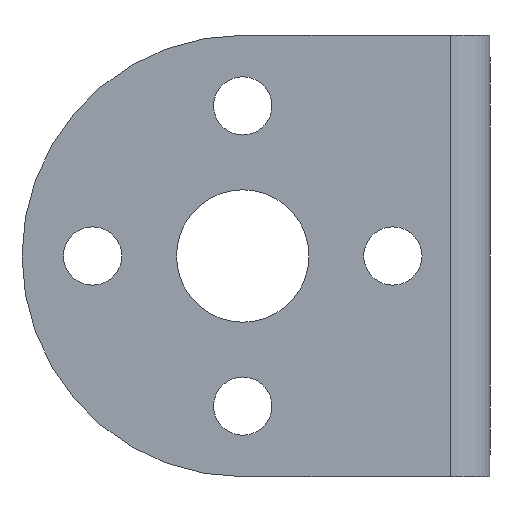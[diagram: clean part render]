
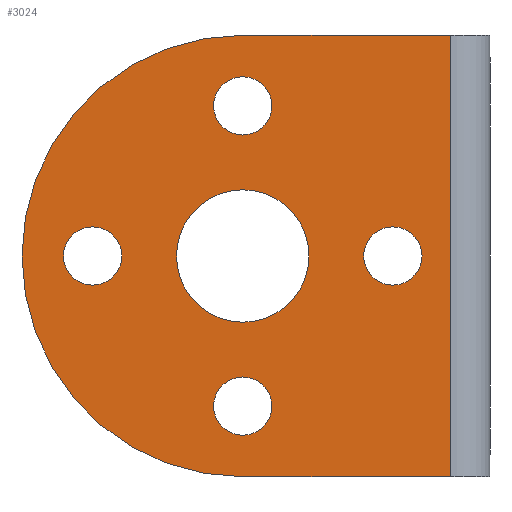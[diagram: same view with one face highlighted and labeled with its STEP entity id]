
A CAD part, left-side view. The second image highlights one B-rep face of the part: STEP entity #3024.
In plain terms, the highlighted planar face has unit normal (-1, 0, 0).
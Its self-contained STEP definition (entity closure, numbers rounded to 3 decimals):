
#34 = EDGE_CURVE ( 'NONE', #3892, #2654, #2145, .T. ) ;
#43 = CARTESIAN_POINT ( 'NONE',  ( -27.237, 0.737, 12.5 ) ) ;
#52 = CARTESIAN_POINT ( 'NONE',  ( -27.237, 0.737, -12.5 ) ) ;
#77 = AXIS2_PLACEMENT_3D ( 'NONE', #3175, #435, #723 ) ;
#86 = CARTESIAN_POINT ( 'NONE',  ( -27.237, 12.5, -8.5 ) ) ;
#108 = DIRECTION ( 'NONE',  ( 0., 0., -1. ) ) ;
#143 = EDGE_CURVE ( 'NONE', #1252, #4167, #1581, .T. ) ;
#148 = CARTESIAN_POINT ( 'NONE',  ( -27.237, 5.65, 0. ) ) ;
#223 = EDGE_CURVE ( 'NONE', #3031, #646, #739, .T. ) ;
#363 = DIRECTION ( 'NONE',  ( 0., 1., 0. ) ) ;
#371 = DIRECTION ( 'NONE',  ( -1., 0., 0. ) ) ;
#381 = VECTOR ( 'NONE', #431, 1000. ) ;
#402 = VERTEX_POINT ( 'NONE', #2476 ) ;
#423 = ORIENTED_EDGE ( 'NONE', *, *, #2971, .F. ) ;
#425 = CIRCLE ( 'NONE', #1485, 1.65 ) ;
#431 = DIRECTION ( 'NONE',  ( 0., -1., 0. ) ) ;
#435 = DIRECTION ( 'NONE',  ( -1., 0., 0. ) ) ;
#463 = VERTEX_POINT ( 'NONE', #1562 ) ;
#492 = CARTESIAN_POINT ( 'NONE',  ( -27.237, 0.737, -12.5 ) ) ;
#507 = AXIS2_PLACEMENT_3D ( 'NONE', #4013, #3644, #363 ) ;
#532 = DIRECTION ( 'NONE',  ( -1., 0., 0. ) ) ;
#571 = CIRCLE ( 'NONE', #1489, 12.5 ) ;
#638 = EDGE_CURVE ( 'NONE', #1960, #2654, #1450, .T. ) ;
#644 = DIRECTION ( 'NONE',  ( -1., 0., 0. ) ) ;
#646 = VERTEX_POINT ( 'NONE', #1142 ) ;
#684 = PLANE ( 'NONE',  #507 ) ;
#722 = ORIENTED_EDGE ( 'NONE', *, *, #2581, .F. ) ;
#723 = DIRECTION ( 'NONE',  ( 0., -1., 0. ) ) ;
#739 = CIRCLE ( 'NONE', #818, 1.65 ) ;
#818 = AXIS2_PLACEMENT_3D ( 'NONE', #2406, #2339, #3675 ) ;
#849 = VERTEX_POINT ( 'NONE', #2509 ) ;
#931 = FACE_BOUND ( 'NONE', #1390, .T. ) ;
#992 = CARTESIAN_POINT ( 'NONE',  ( -27.237, 8.75, 0. ) ) ;
#1001 = LINE ( 'NONE', #3681, #3711 ) ;
#1018 = EDGE_CURVE ( 'NONE', #646, #3031, #1024, .T. ) ;
#1024 = CIRCLE ( 'NONE', #1928, 1.65 ) ;
#1142 = CARTESIAN_POINT ( 'NONE',  ( -27.237, 14.15, -8.5 ) ) ;
#1190 = VERTEX_POINT ( 'NONE', #148 ) ;
#1192 = DIRECTION ( 'NONE',  ( 0., -1., 0. ) ) ;
#1237 = CARTESIAN_POINT ( 'NONE',  ( -27.237, 12.5, 8.5 ) ) ;
#1250 = DIRECTION ( 'NONE',  ( 0., -1., 0. ) ) ;
#1252 = VERTEX_POINT ( 'NONE', #2912 ) ;
#1295 = CARTESIAN_POINT ( 'NONE',  ( -27.237, 10.85, -8.5 ) ) ;
#1340 = DIRECTION ( 'NONE',  ( -1., 0., 0. ) ) ;
#1390 = EDGE_LOOP ( 'NONE', ( #3435, #423 ) ) ;
#1449 = AXIS2_PLACEMENT_3D ( 'NONE', #2537, #532, #2640 ) ;
#1450 = LINE ( 'NONE', #1802, #381 ) ;
#1453 = ORIENTED_EDGE ( 'NONE', *, *, #1691, .F. ) ;
#1485 = AXIS2_PLACEMENT_3D ( 'NONE', #4235, #4323, #1250 ) ;
#1489 = AXIS2_PLACEMENT_3D ( 'NONE', #2707, #2380, #2731 ) ;
#1562 = CARTESIAN_POINT ( 'NONE',  ( -27.237, 22.65, 0. ) ) ;
#1580 = ORIENTED_EDGE ( 'NONE', *, *, #2743, .F. ) ;
#1581 = CIRCLE ( 'NONE', #2358, 12.5 ) ;
#1582 = DIRECTION ( 'NONE',  ( -1., 0., 0. ) ) ;
#1691 = EDGE_CURVE ( 'NONE', #1832, #849, #1998, .T. ) ;
#1694 = EDGE_CURVE ( 'NONE', #402, #1190, #1731, .T. ) ;
#1706 = ORIENTED_EDGE ( 'NONE', *, *, #4214, .T. ) ;
#1731 = CIRCLE ( 'NONE', #1449, 1.65 ) ;
#1734 = ORIENTED_EDGE ( 'NONE', *, *, #638, .T. ) ;
#1742 = CIRCLE ( 'NONE', #2160, 3.75 ) ;
#1774 = CARTESIAN_POINT ( 'NONE',  ( -27.237, 12.5, 0. ) ) ;
#1802 = CARTESIAN_POINT ( 'NONE',  ( -27.237, 0., -12.5 ) ) ;
#1832 = VERTEX_POINT ( 'NONE', #992 ) ;
#1835 = DIRECTION ( 'NONE',  ( 0., 1., 0. ) ) ;
#1838 = VERTEX_POINT ( 'NONE', #2314 ) ;
#1867 = EDGE_CURVE ( 'NONE', #3851, #1838, #4289, .T. ) ;
#1928 = AXIS2_PLACEMENT_3D ( 'NONE', #86, #4054, #3136 ) ;
#1940 = ORIENTED_EDGE ( 'NONE', *, *, #1956, .T. ) ;
#1956 = EDGE_CURVE ( 'NONE', #4167, #1960, #571, .T. ) ;
#1960 = VERTEX_POINT ( 'NONE', #4112 ) ;
#1993 = ORIENTED_EDGE ( 'NONE', *, *, #34, .F. ) ;
#1998 = CIRCLE ( 'NONE', #4113, 3.75 ) ;
#2020 = ORIENTED_EDGE ( 'NONE', *, *, #1018, .F. ) ;
#2112 = DIRECTION ( 'NONE',  ( 0., -1., 0. ) ) ;
#2118 = ORIENTED_EDGE ( 'NONE', *, *, #1867, .F. ) ;
#2145 = LINE ( 'NONE', #492, #2775 ) ;
#2160 = AXIS2_PLACEMENT_3D ( 'NONE', #2612, #1582, #2285 ) ;
#2168 = VERTEX_POINT ( 'NONE', #2238 ) ;
#2192 = CIRCLE ( 'NONE', #77, 1.65 ) ;
#2224 = EDGE_LOOP ( 'NONE', ( #4171, #1580 ) ) ;
#2238 = CARTESIAN_POINT ( 'NONE',  ( -27.237, 19.35, 0. ) ) ;
#2267 = AXIS2_PLACEMENT_3D ( 'NONE', #2663, #644, #2931 ) ;
#2285 = DIRECTION ( 'NONE',  ( 0., -1., 0. ) ) ;
#2310 = FACE_BOUND ( 'NONE', #3153, .T. ) ;
#2314 = CARTESIAN_POINT ( 'NONE',  ( -27.237, 14.15, 8.5 ) ) ;
#2339 = DIRECTION ( 'NONE',  ( -1., 0., 0. ) ) ;
#2346 = DIRECTION ( 'NONE',  ( 0., 1., 0. ) ) ;
#2358 = AXIS2_PLACEMENT_3D ( 'NONE', #1774, #2464, #1835 ) ;
#2380 = DIRECTION ( 'NONE',  ( -1., 0., 0. ) ) ;
#2406 = CARTESIAN_POINT ( 'NONE',  ( -27.237, 12.5, -8.5 ) ) ;
#2464 = DIRECTION ( 'NONE',  ( -1., 0., 0. ) ) ;
#2476 = CARTESIAN_POINT ( 'NONE',  ( -27.237, 2.35, 0. ) ) ;
#2490 = ORIENTED_EDGE ( 'NONE', *, *, #3764, .F. ) ;
#2509 = CARTESIAN_POINT ( 'NONE',  ( -27.237, 16.25, 0. ) ) ;
#2516 = ORIENTED_EDGE ( 'NONE', *, *, #143, .T. ) ;
#2537 = CARTESIAN_POINT ( 'NONE',  ( -27.237, 4., 0. ) ) ;
#2581 = EDGE_CURVE ( 'NONE', #1838, #3851, #3601, .T. ) ;
#2588 = ORIENTED_EDGE ( 'NONE', *, *, #223, .F. ) ;
#2591 = FACE_BOUND ( 'NONE', #2784, .T. ) ;
#2612 = CARTESIAN_POINT ( 'NONE',  ( -27.237, 12.5, 0. ) ) ;
#2625 = AXIS2_PLACEMENT_3D ( 'NONE', #4043, #371, #2112 ) ;
#2640 = DIRECTION ( 'NONE',  ( 0., -1., 0. ) ) ;
#2654 = VERTEX_POINT ( 'NONE', #52 ) ;
#2663 = CARTESIAN_POINT ( 'NONE',  ( -27.237, 12.5, 8.5 ) ) ;
#2707 = CARTESIAN_POINT ( 'NONE',  ( -27.237, 12.5, 0. ) ) ;
#2731 = DIRECTION ( 'NONE',  ( 0., 1., 0. ) ) ;
#2743 = EDGE_CURVE ( 'NONE', #463, #2168, #3185, .T. ) ;
#2775 = VECTOR ( 'NONE', #108, 1000. ) ;
#2784 = EDGE_LOOP ( 'NONE', ( #2588, #2020 ) ) ;
#2912 = CARTESIAN_POINT ( 'NONE',  ( -27.237, 12.5, 12.5 ) ) ;
#2931 = DIRECTION ( 'NONE',  ( 0., -1., 0. ) ) ;
#2945 = FACE_BOUND ( 'NONE', #4067, .T. ) ;
#2971 = EDGE_CURVE ( 'NONE', #1190, #402, #425, .T. ) ;
#3024 = ADVANCED_FACE ( 'NONE', ( #2591, #931, #2945, #4322, #2310, #3030 ), #684, .F. ) ;
#3026 = CARTESIAN_POINT ( 'NONE',  ( -27.237, 10.85, 8.5 ) ) ;
#3030 = FACE_OUTER_BOUND ( 'NONE', #3634, .T. ) ;
#3031 = VERTEX_POINT ( 'NONE', #1295 ) ;
#3045 = CARTESIAN_POINT ( 'NONE',  ( -27.237, 25., 0. ) ) ;
#3120 = EDGE_CURVE ( 'NONE', #2168, #463, #2192, .T. ) ;
#3136 = DIRECTION ( 'NONE',  ( 0., -1., 0. ) ) ;
#3153 = EDGE_LOOP ( 'NONE', ( #1453, #2490 ) ) ;
#3175 = CARTESIAN_POINT ( 'NONE',  ( -27.237, 21., 0. ) ) ;
#3185 = CIRCLE ( 'NONE', #2625, 1.65 ) ;
#3435 = ORIENTED_EDGE ( 'NONE', *, *, #1694, .F. ) ;
#3539 = DIRECTION ( 'NONE',  ( -1., 0., 0. ) ) ;
#3601 = CIRCLE ( 'NONE', #2267, 1.65 ) ;
#3634 = EDGE_LOOP ( 'NONE', ( #2516, #1940, #1734, #1993, #1706 ) ) ;
#3644 = DIRECTION ( 'NONE',  ( 1., 0., 0. ) ) ;
#3675 = DIRECTION ( 'NONE',  ( 0., -1., 0. ) ) ;
#3681 = CARTESIAN_POINT ( 'NONE',  ( -27.237, 0., 12.5 ) ) ;
#3711 = VECTOR ( 'NONE', #2346, 1000. ) ;
#3764 = EDGE_CURVE ( 'NONE', #849, #1832, #1742, .T. ) ;
#3851 = VERTEX_POINT ( 'NONE', #3026 ) ;
#3892 = VERTEX_POINT ( 'NONE', #43 ) ;
#4013 = CARTESIAN_POINT ( 'NONE',  ( -27.237, 0., 0. ) ) ;
#4042 = DIRECTION ( 'NONE',  ( 0., -1., 0. ) ) ;
#4043 = CARTESIAN_POINT ( 'NONE',  ( -27.237, 21., 0. ) ) ;
#4054 = DIRECTION ( 'NONE',  ( -1., 0., 0. ) ) ;
#4067 = EDGE_LOOP ( 'NONE', ( #2118, #722 ) ) ;
#4081 = AXIS2_PLACEMENT_3D ( 'NONE', #1237, #1340, #4042 ) ;
#4112 = CARTESIAN_POINT ( 'NONE',  ( -27.237, 12.5, -12.5 ) ) ;
#4113 = AXIS2_PLACEMENT_3D ( 'NONE', #4198, #3539, #1192 ) ;
#4167 = VERTEX_POINT ( 'NONE', #3045 ) ;
#4171 = ORIENTED_EDGE ( 'NONE', *, *, #3120, .F. ) ;
#4198 = CARTESIAN_POINT ( 'NONE',  ( -27.237, 12.5, 0. ) ) ;
#4214 = EDGE_CURVE ( 'NONE', #3892, #1252, #1001, .T. ) ;
#4235 = CARTESIAN_POINT ( 'NONE',  ( -27.237, 4., 0. ) ) ;
#4289 = CIRCLE ( 'NONE', #4081, 1.65 ) ;
#4322 = FACE_BOUND ( 'NONE', #2224, .T. ) ;
#4323 = DIRECTION ( 'NONE',  ( -1., 0., 0. ) ) ;
